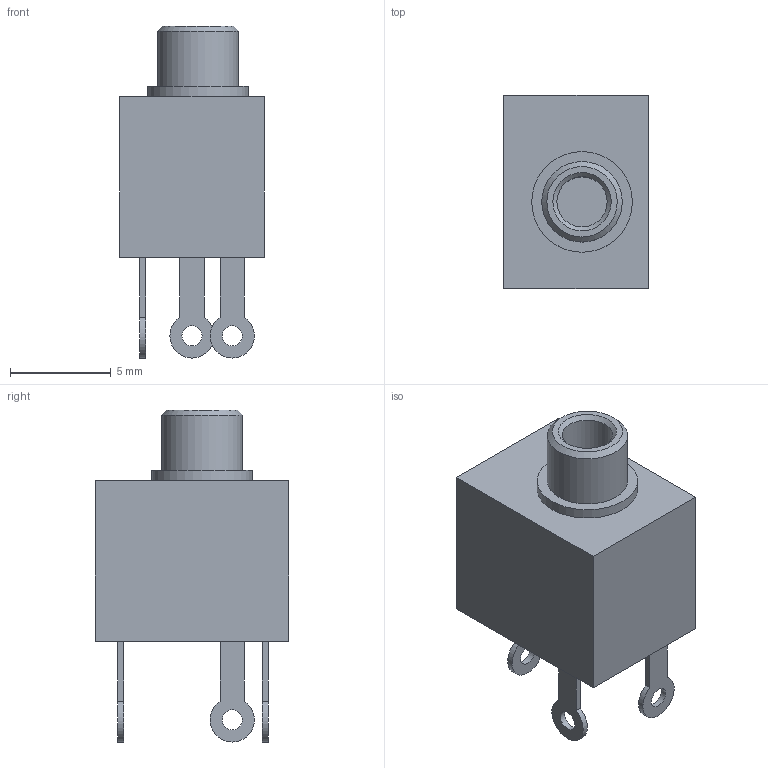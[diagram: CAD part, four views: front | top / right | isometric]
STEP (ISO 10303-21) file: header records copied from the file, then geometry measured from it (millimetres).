
FILE_DESCRIPTION((''),'2;1');
FILE_NAME('KLB 1.stp','2016-05-12T19:21:31',('Administrator'),(''),'Autodesk Inventor 2010','Autodesk Inventor 2010','');
FILE_SCHEMA(('AUTOMOTIVE_DESIGN { 1 2 10303 214 0 1 1 1 }'));
Length unit declared in the file: millimetre
Products named in the file (1): KLB 1
Bounding box: 7.2 x 9.6 x 16.5 mm (x, y, z)
Volume: 566.5 mm3; surface area: 563.5 mm2
Topology: 1 solids, 1 shells, 32 faces, 70 edges, 46 vertices
Faces by surface type: plane 21, cylinder 9, cone 2
Full cylindrical faces by diameter (mm): 1 x3, 2.5 x1, 4 x1, 5 x1
Entity records: 891 total; most frequent: DIRECTION 148, CARTESIAN_POINT 141, ORIENTED_EDGE 124, EDGE_CURVE 62, AXIS2_PLACEMENT_3D 53, EDGE_LOOP 52, VERTEX_POINT 46, VECTOR 42
